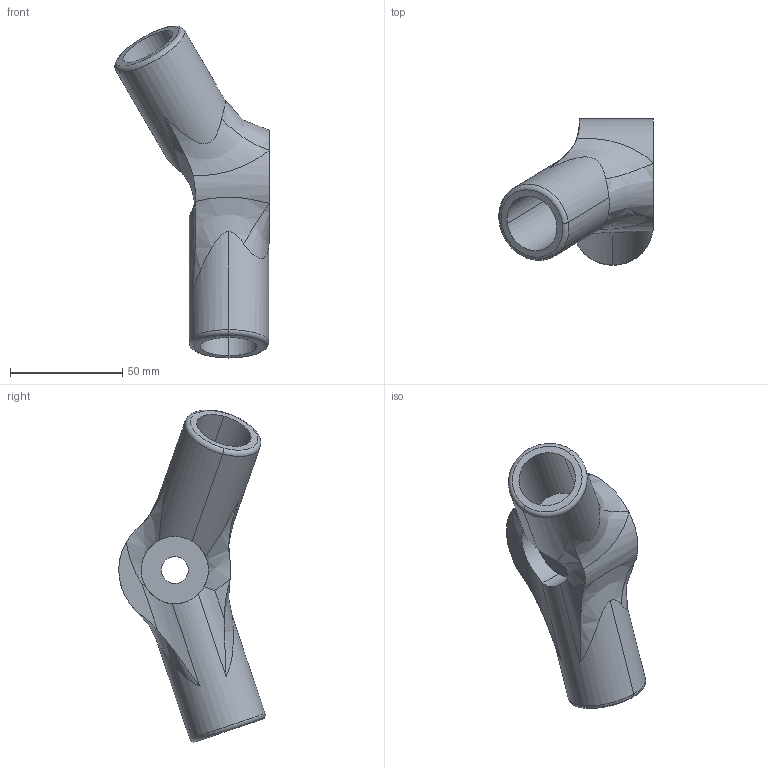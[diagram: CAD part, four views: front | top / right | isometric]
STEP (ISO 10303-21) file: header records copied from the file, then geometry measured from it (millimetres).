
FILE_DESCRIPTION (( 'STEP AP203' ), '1' );
FILE_NAME ('S_R_P3_R.STEP', '2025-12-04T07:49:51', ( '' ), ( '' ), 'SwSTEP 2.0', 'SolidWorks 2024', '' );
FILE_SCHEMA (( 'CONFIG_CONTROL_DESIGN' ));
Length unit declared in the file: millimetre
Products named in the file (1): S_R_P3_R
Bounding box: 68.92 x 65.29 x 148.01 mm (x, y, z)
Volume: 106491 mm3; surface area: 31339.8 mm2
Topology: 1 solids, 1 shells, 40 faces, 97 edges, 62 vertices
Faces by surface type: cylinder 18, plane 10, bspline 8, torus 4
Entity records: 2668 total; most frequent: CARTESIAN_POINT 1719, ORIENTED_EDGE 194, DIRECTION 167, EDGE_CURVE 97, AXIS2_PLACEMENT_3D 74, VERTEX_POINT 62, EDGE_LOOP 45, CIRCLE 41
